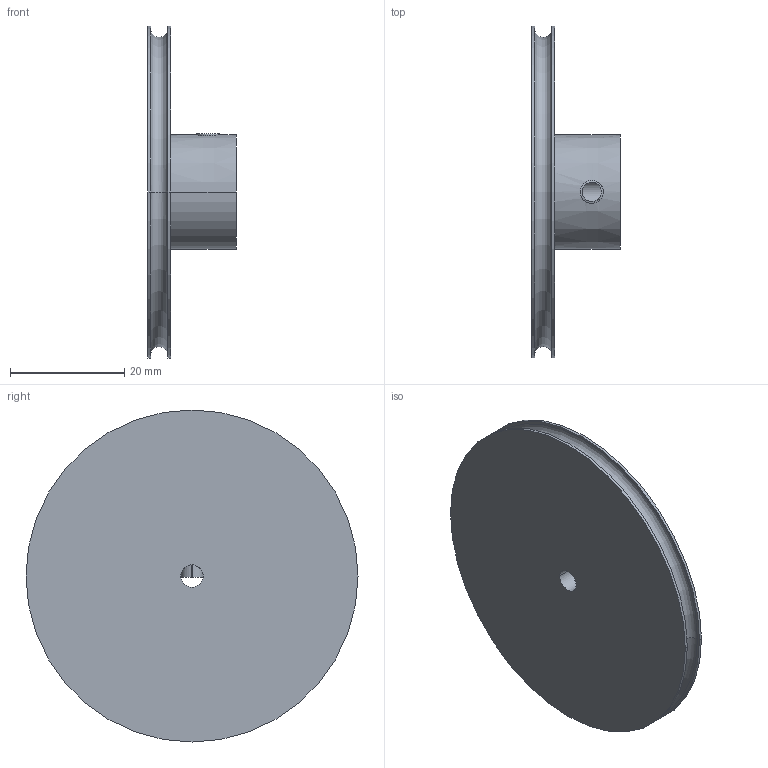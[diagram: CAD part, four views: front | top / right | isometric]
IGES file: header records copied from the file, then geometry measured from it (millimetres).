
Start section:  PTC IGES file: roue_codeuse.igs
Global section: file name: roue_codeuse.igs; native system: Creo Parametric by Parametric Technology Corporation; preprocessor: 2016100; author: wolffced; organization: Unknown; date: 20180213.130246; units: millimetre
Bounding box: 15.5 x 58 x 58 mm (x, y, z)
Volume: 13022.5 mm3; surface area: 7777.4 mm2
Topology: 1 solids, 2 shells, 21 faces, 60 edges, 56 vertices
Faces by surface type: revolution 16, bspline 5
